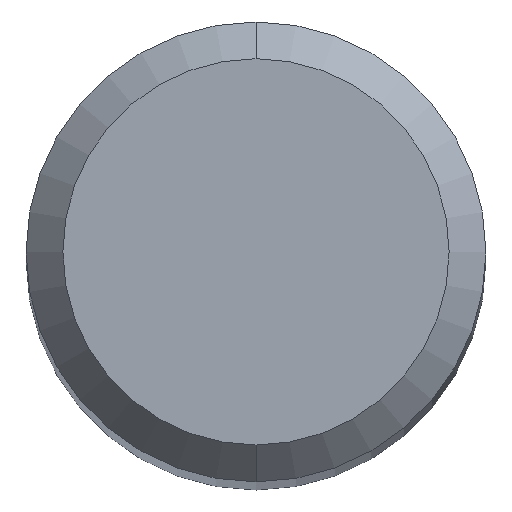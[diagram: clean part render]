
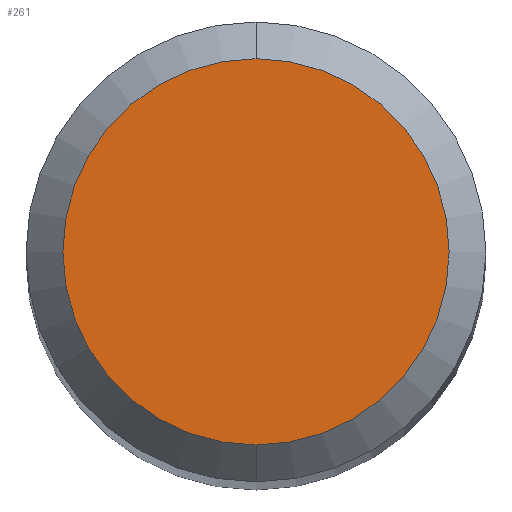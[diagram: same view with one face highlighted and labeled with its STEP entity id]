
A CAD part, top view. The second image highlights one B-rep face of the part: STEP entity #261.
In plain terms, the highlighted planar face has unit normal (0, 0, 1).
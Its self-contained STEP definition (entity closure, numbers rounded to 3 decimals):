
#233=EDGE_CURVE('',#349,#391,#607,.T.);
#261=ADVANCED_FACE('',(#639),#640,.T.);
#349=VERTEX_POINT('',#739);
#391=VERTEX_POINT('',#787);
#455=EDGE_CURVE('',#391,#349,#856,.T.);
#607=CIRCLE('',#1016,1.05);
#639=FACE_OUTER_BOUND('',#1071,.T.);
#640=PLANE('',#1072);
#739=CARTESIAN_POINT('',(0.0,1.05,0.0));
#787=CARTESIAN_POINT('',(0.,-1.05,0.0));
#856=CIRCLE('',#1491,1.05);
#1016=AXIS2_PLACEMENT_3D('',#1747,#1748,#1749);
#1071=EDGE_LOOP('',(#1789,#1790));
#1072=AXIS2_PLACEMENT_3D('',#1791,#1792,#1793);
#1491=AXIS2_PLACEMENT_3D('',#2045,#2046,#2047);
#1747=CARTESIAN_POINT('',(0.0,0.0,0.0));
#1748=DIRECTION('',(0.0,0.0,-1.0));
#1749=DIRECTION('',(0.0,1.0,0.0));
#1789=ORIENTED_EDGE('',*,*,#233,.F.);
#1790=ORIENTED_EDGE('',*,*,#455,.F.);
#1791=CARTESIAN_POINT('',(0.0,0.525,0.0));
#1792=DIRECTION('',(-0.0,0.0,1.0));
#1793=DIRECTION('',(0.0,-1.0,0.0));
#2045=CARTESIAN_POINT('',(0.0,0.0,0.0));
#2046=DIRECTION('',(0.0,0.0,-1.0));
#2047=DIRECTION('',(0.0,1.0,0.0));
